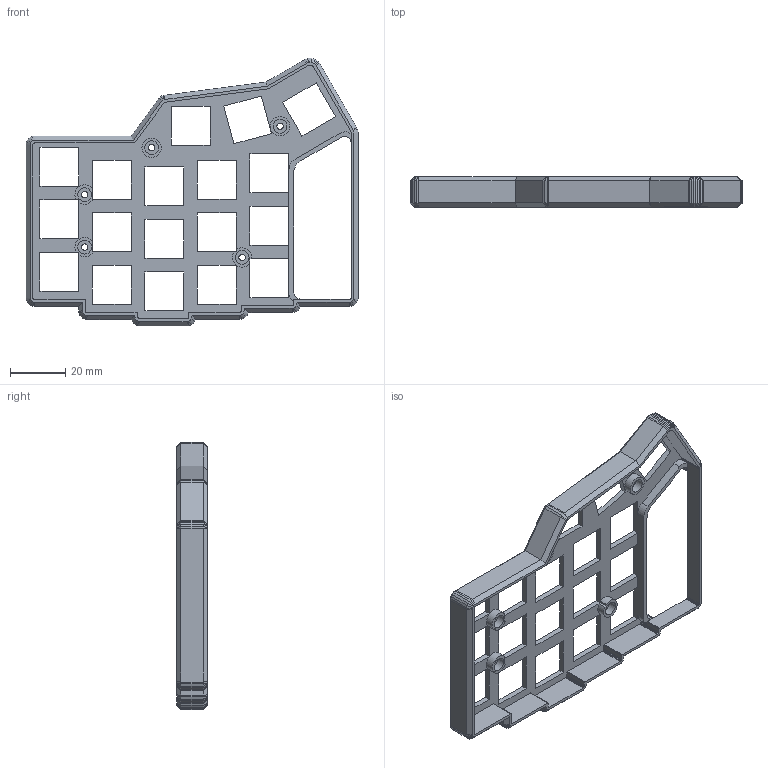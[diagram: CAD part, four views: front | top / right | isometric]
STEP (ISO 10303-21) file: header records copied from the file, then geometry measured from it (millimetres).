
FILE_DESCRIPTION(/* description */ (''),/* implementation_level */ '2;1');
FILE_NAME(/* name */ 'uniCorne-cherry-mx-3x5-left.step',/* time_stamp */ '2024-02-15T22:28:25+08:00',/* author */ (''),/* organization */ (''),/* preprocessor_version */ 'ST-DEVELOPER v20',/* originating_system */ 'Autodesk Translation Framework v12.20.1.177',/* authorisation */ '');
FILE_SCHEMA (('AUTOMOTIVE_DESIGN { 1 0 10303 214 3 1 1 }'));
Length unit declared in the file: millimetre
Products named in the file (1): uniCorne-cherry-mx-3x5-CR2-25T
Bounding box: 120.15 x 11 x 96.8 mm (x, y, z)
Volume: 16463 mm3; surface area: 18637 mm2
Topology: 1 solids, 1 shells, 471 faces, 1245 edges, 776 vertices
Faces by surface type: plane 444, cylinder 24, cone 3
Full cylindrical faces by diameter (mm): 2.3 x5, 5 x5, 7 x2
Entity records: 14219 total; most frequent: CARTESIAN_POINT 2493, ORIENTED_EDGE 2490, DIRECTION 2240, EDGE_CURVE 1245, LINE 1194, VECTOR 1194, VERTEX_POINT 776, AXIS2_PLACEMENT_3D 523
